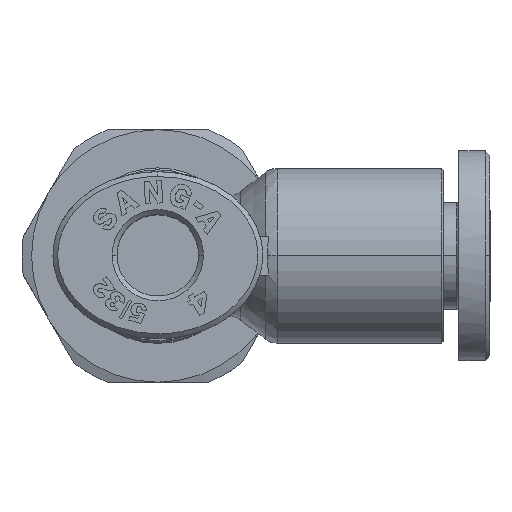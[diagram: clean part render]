
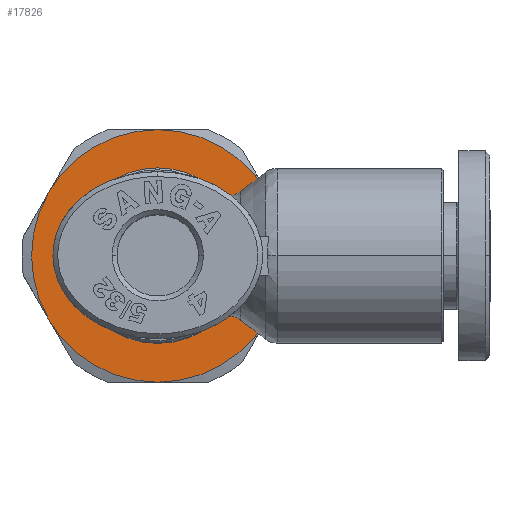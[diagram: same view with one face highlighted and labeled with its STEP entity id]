
A CAD part, top view. The second image highlights one B-rep face of the part: STEP entity #17826.
In plain terms, the highlighted planar face has unit normal (0, 0, 1).
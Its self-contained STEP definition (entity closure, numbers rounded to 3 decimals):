
#1264 = CARTESIAN_POINT ( 'NONE',  ( -5.3, 0., -4.8 ) ) ;
#1376 = DIRECTION ( 'NONE',  ( 0., 0., -1. ) ) ;
#1608 = DIRECTION ( 'NONE',  ( 0., 0., 1. ) ) ;
#1635 = DIRECTION ( 'NONE',  ( 0., 0., -1. ) ) ;
#1748 = DIRECTION ( 'NONE',  ( 0., 1., 0. ) ) ;
#1769 = EDGE_CURVE ( 'NONE', #15161, #16935, #25685, .T. ) ;
#2213 = CARTESIAN_POINT ( 'NONE',  ( -10.929, 3.25, -4.8 ) ) ;
#2712 = DIRECTION ( 'NONE',  ( -1., 0., 0. ) ) ;
#2748 = VERTEX_POINT ( 'NONE', #22725 ) ;
#2770 = EDGE_LOOP ( 'NONE', ( #22826, #10096, #10138, #8542, #12916, #11220 ) ) ;
#3601 = DIRECTION ( 'NONE',  ( 0., 1., 0. ) ) ;
#3831 = CARTESIAN_POINT ( 'NONE',  ( -5.3, 0., -4.8 ) ) ;
#4414 = VERTEX_POINT ( 'NONE', #10166 ) ;
#4474 = EDGE_CURVE ( 'NONE', #29053, #2748, #23383, .T. ) ;
#5140 = DIRECTION ( 'NONE',  ( 0., 1., 0. ) ) ;
#5332 = AXIS2_PLACEMENT_3D ( 'NONE', #18929, #21274, #16663 ) ;
#5459 = EDGE_CURVE ( 'NONE', #17478, #15161, #17955, .T. ) ;
#5847 = CARTESIAN_POINT ( 'NONE',  ( 0.329, -3.25, -4.8 ) ) ;
#7647 = EDGE_CURVE ( 'NONE', #2748, #4414, #28617, .T. ) ;
#8246 = CIRCLE ( 'NONE', #9929, 4.501 ) ;
#8267 = CARTESIAN_POINT ( 'NONE',  ( -5.3, 0., -4.8 ) ) ;
#8318 = CARTESIAN_POINT ( 'NONE',  ( -5.3, 0., -4.8 ) ) ;
#8542 = ORIENTED_EDGE ( 'NONE', *, *, #22896, .F. ) ;
#8639 = AXIS2_PLACEMENT_3D ( 'NONE', #8318, #13289, #1748 ) ;
#9246 = CIRCLE ( 'NONE', #21805, 6.5 ) ;
#9248 = EDGE_CURVE ( 'NONE', #10802, #22240, #8246, .T. ) ;
#9929 = AXIS2_PLACEMENT_3D ( 'NONE', #8267, #12551, #24112 ) ;
#10096 = ORIENTED_EDGE ( 'NONE', *, *, #1769, .F. ) ;
#10112 = AXIS2_PLACEMENT_3D ( 'NONE', #27756, #25634, #2712 ) ;
#10138 = ORIENTED_EDGE ( 'NONE', *, *, #5459, .F. ) ;
#10166 = CARTESIAN_POINT ( 'NONE',  ( 0.329, 3.25, -4.8 ) ) ;
#10802 = VERTEX_POINT ( 'NONE', #12420 ) ;
#11220 = ORIENTED_EDGE ( 'NONE', *, *, #4474, .F. ) ;
#11243 = AXIS2_PLACEMENT_3D ( 'NONE', #3831, #1635, #29144 ) ;
#11740 = CARTESIAN_POINT ( 'NONE',  ( -5.3, 0., -4.8 ) ) ;
#11797 = PLANE ( 'NONE',  #10112 ) ;
#12420 = CARTESIAN_POINT ( 'NONE',  ( -5.3, -4.501, -4.8 ) ) ;
#12471 = CARTESIAN_POINT ( 'NONE',  ( -5.3, -6.5, -4.8 ) ) ;
#12551 = DIRECTION ( 'NONE',  ( 0., 0., 1. ) ) ;
#12633 = DIRECTION ( 'NONE',  ( 0., 1., 0. ) ) ;
#12916 = ORIENTED_EDGE ( 'NONE', *, *, #7647, .F. ) ;
#13289 = DIRECTION ( 'NONE',  ( 0., 0., -1. ) ) ;
#13578 = AXIS2_PLACEMENT_3D ( 'NONE', #11740, #21225, #25470 ) ;
#13579 = EDGE_CURVE ( 'NONE', #16935, #29053, #9246, .T. ) ;
#14591 = DIRECTION ( 'NONE',  ( 0., 0., -1. ) ) ;
#15161 = VERTEX_POINT ( 'NONE', #12471 ) ;
#15273 = EDGE_CURVE ( 'NONE', #22240, #10802, #15765, .T. ) ;
#15765 = CIRCLE ( 'NONE', #16457, 4.501 ) ;
#16457 = AXIS2_PLACEMENT_3D ( 'NONE', #28823, #1608, #3601 ) ;
#16609 = CARTESIAN_POINT ( 'NONE',  ( -5.3, 4.501, -4.8 ) ) ;
#16663 = DIRECTION ( 'NONE',  ( 0., 1., 0. ) ) ;
#16790 = CARTESIAN_POINT ( 'NONE',  ( -5.3, 0., -4.8 ) ) ;
#16935 = VERTEX_POINT ( 'NONE', #21461 ) ;
#16997 = CIRCLE ( 'NONE', #29286, 6.5 ) ;
#17478 = VERTEX_POINT ( 'NONE', #5847 ) ;
#17826 = ADVANCED_FACE ( 'NONE', ( #29519, #27033 ), #11797, .F. ) ;
#17955 = CIRCLE ( 'NONE', #11243, 6.5 ) ;
#18090 = ORIENTED_EDGE ( 'NONE', *, *, #9248, .F. ) ;
#18929 = CARTESIAN_POINT ( 'NONE',  ( -5.3, 0., -4.8 ) ) ;
#20899 = EDGE_LOOP ( 'NONE', ( #21213, #18090 ) ) ;
#21213 = ORIENTED_EDGE ( 'NONE', *, *, #15273, .F. ) ;
#21225 = DIRECTION ( 'NONE',  ( 0., 0., -1. ) ) ;
#21274 = DIRECTION ( 'NONE',  ( 0., 0., -1. ) ) ;
#21461 = CARTESIAN_POINT ( 'NONE',  ( -10.929, -3.25, -4.8 ) ) ;
#21805 = AXIS2_PLACEMENT_3D ( 'NONE', #16790, #14591, #5140 ) ;
#22240 = VERTEX_POINT ( 'NONE', #16609 ) ;
#22725 = CARTESIAN_POINT ( 'NONE',  ( -5.3, 6.5, -4.8 ) ) ;
#22826 = ORIENTED_EDGE ( 'NONE', *, *, #13579, .F. ) ;
#22896 = EDGE_CURVE ( 'NONE', #4414, #17478, #16997, .T. ) ;
#23383 = CIRCLE ( 'NONE', #5332, 6.5 ) ;
#24112 = DIRECTION ( 'NONE',  ( 0., 1., 0. ) ) ;
#25470 = DIRECTION ( 'NONE',  ( 0., 1., 0. ) ) ;
#25634 = DIRECTION ( 'NONE',  ( 0., 0., -1. ) ) ;
#25685 = CIRCLE ( 'NONE', #13578, 6.5 ) ;
#27033 = FACE_OUTER_BOUND ( 'NONE', #2770, .T. ) ;
#27756 = CARTESIAN_POINT ( 'NONE',  ( -5.3, 0., -4.8 ) ) ;
#28617 = CIRCLE ( 'NONE', #8639, 6.5 ) ;
#28823 = CARTESIAN_POINT ( 'NONE',  ( -5.3, 0., -4.8 ) ) ;
#29053 = VERTEX_POINT ( 'NONE', #2213 ) ;
#29144 = DIRECTION ( 'NONE',  ( 0., 1., 0. ) ) ;
#29286 = AXIS2_PLACEMENT_3D ( 'NONE', #1264, #1376, #12633 ) ;
#29519 = FACE_BOUND ( 'NONE', #20899, .T. ) ;
